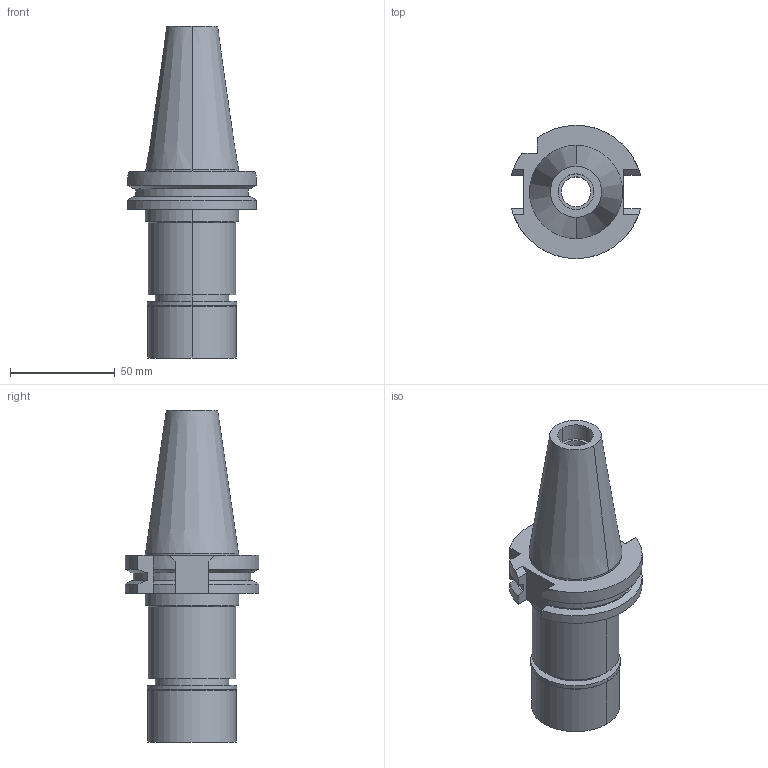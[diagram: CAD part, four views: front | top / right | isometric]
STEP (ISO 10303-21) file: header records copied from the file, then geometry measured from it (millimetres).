
FILE_DESCRIPTION((''),'2;1');
FILE_NAME('BV40MN16090-160_ASM','2018-03-09T',('ykawabe'),(''),'CREO PARAMETRIC BY PTC INC, 2016380','CREO PARAMETRIC BY PTC INC, 2016380','');
FILE_SCHEMA(('AUTOMOTIVE_DESIGN { 1 0 10303 214 1 1 1 1 }'));
Length unit declared in the file: millimetre
Products named in the file (5): BDV40-MEGA16N-90_1; NBC16-16_1; MGN16_1; DXF_TEMP_ASSY_ASM_4_ASM; BV40MN16090-160_ASM
Assembly tree (4 placements, depth 3):
  BV40MN16090-160_ASM
    DXF_TEMP_ASSY_ASM_4_ASM
      BDV40-MEGA16N-90_1
      NBC16-16_1
      MGN16_1
Bounding box: 61.48 x 63.55 x 158.4 mm (x, y, z)
Volume: 180185.7 mm3; surface area: 44943.2 mm2
Topology: 3 solids, 3 shells, 109 faces, 265 edges, 178 vertices
Faces by surface type: cylinder 49, plane 40, cone 20
Entity records: 4828 total; most frequent: DIRECTION 649, CARTESIAN_POINT 648, ORIENTED_EDGE 530, PRESENTATION_STYLE_ASSIGNMENT 273, STYLED_ITEM 273, CURVE_STYLE 270, AXIS2_PLACEMENT_3D 268, EDGE_CURVE 265
